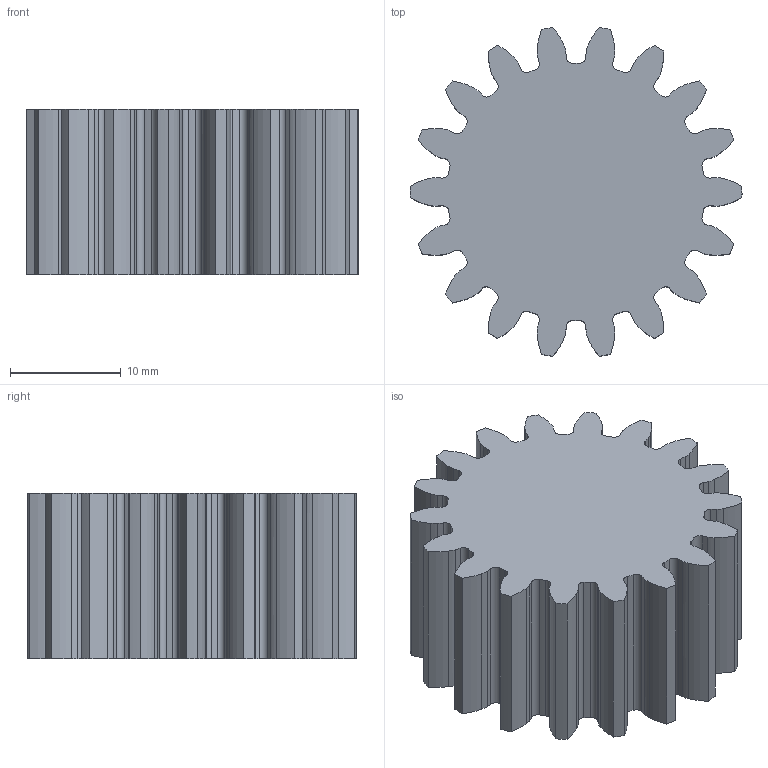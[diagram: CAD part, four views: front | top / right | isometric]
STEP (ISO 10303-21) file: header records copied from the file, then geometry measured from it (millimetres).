
FILE_DESCRIPTION(('FreeCAD Model'),'2;1');
FILE_NAME('Open CASCADE Shape Model','2026-01-21T03:33:09',('Author'),( ''),'Open CASCADE STEP processor 7.8','FreeCAD','Unknown');
FILE_SCHEMA(('AUTOMOTIVE_DESIGN { 1 0 10303 214 1 1 1 1 }'));
Length unit declared in the file: millimetre
Products named in the file (1): Body
Bounding box: 30 x 29.71 x 15 mm (x, y, z)
Volume: 8384.1 mm3; surface area: 3660 mm2
Topology: 1 solids, 1 shells, 182 faces, 540 edges, 360 vertices
Faces by surface type: extrusion 72, cylinder 72, plane 38
Entity records: 6490 total; most frequent: CARTESIAN_POINT 1731, ORIENTED_EDGE 1080, DIRECTION 834, EDGE_CURVE 540, VERTEX_POINT 360, VECTOR 324, AXIS2_PLACEMENT_3D 255, LINE 252
